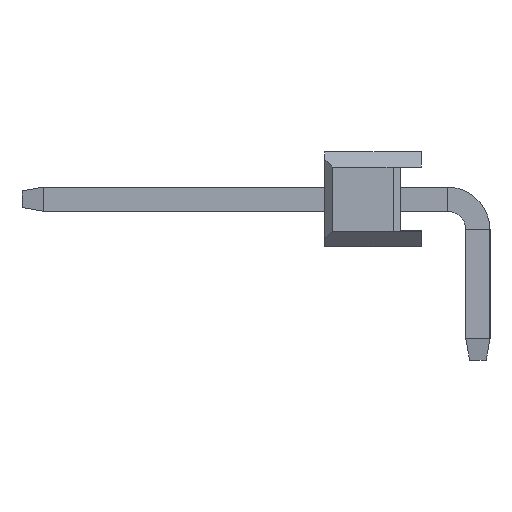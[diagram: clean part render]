
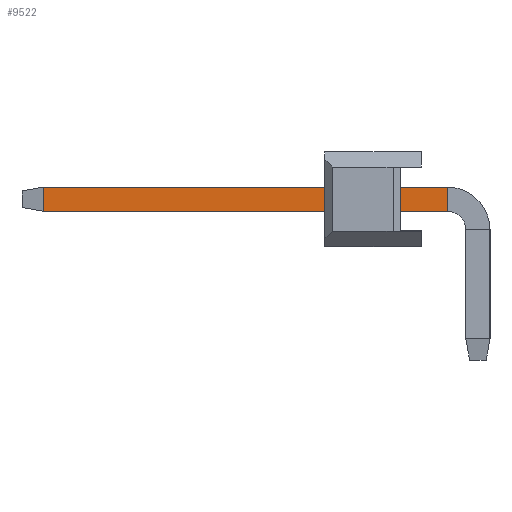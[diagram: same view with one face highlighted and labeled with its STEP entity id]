
A CAD part, left-side view. The second image highlights one B-rep face of the part: STEP entity #9522.
In plain terms, the highlighted planar face has unit normal (-1, 0, 0).
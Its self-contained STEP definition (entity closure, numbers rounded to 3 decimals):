
#1606 = EDGE_CURVE ( 'NONE', #18310, #3692, #18261, .T. ) ;
#2215 = VERTEX_POINT ( 'NONE', #8469 ) ;
#2355 = ORIENTED_EDGE ( 'NONE', *, *, #2648, .T. ) ;
#2648 = EDGE_CURVE ( 'NONE', #3692, #2215, #11442, .T. ) ;
#3027 = CARTESIAN_POINT ( 'NONE',  ( -35.88, -0.7, -0.32 ) ) ;
#3170 = LINE ( 'NONE', #9425, #18006 ) ;
#3589 = VECTOR ( 'NONE', #10483, 1000. ) ;
#3633 = DIRECTION ( 'NONE',  ( 0., 0., 1. ) ) ;
#3692 = VERTEX_POINT ( 'NONE', #3027 ) ;
#4216 = CARTESIAN_POINT ( 'NONE',  ( -35.88, 10.54, -0.32 ) ) ;
#5478 = CARTESIAN_POINT ( 'NONE',  ( -35.88, 10.54, 0.32 ) ) ;
#6075 = LINE ( 'NONE', #12350, #9269 ) ;
#6999 = ORIENTED_EDGE ( 'NONE', *, *, #1606, .T. ) ;
#8469 = CARTESIAN_POINT ( 'NONE',  ( -35.88, -0.7, 0.32 ) ) ;
#8857 = VERTEX_POINT ( 'NONE', #15476 ) ;
#9050 = ORIENTED_EDGE ( 'NONE', *, *, #11999, .T. ) ;
#9269 = VECTOR ( 'NONE', #18561, 1000. ) ;
#9425 = CARTESIAN_POINT ( 'NONE',  ( -35.88, 10.54, 0.32 ) ) ;
#9522 = ADVANCED_FACE ( 'NONE', ( #13311 ), #19487, .F. ) ;
#10483 = DIRECTION ( 'NONE',  ( 0., -1., 0. ) ) ;
#10886 = AXIS2_PLACEMENT_3D ( 'NONE', #5478, #11748, #17981 ) ;
#11111 = VECTOR ( 'NONE', #3633, 1000. ) ;
#11442 = LINE ( 'NONE', #17687, #11111 ) ;
#11748 = DIRECTION ( 'NONE',  ( 1., 0., 0. ) ) ;
#11999 = EDGE_CURVE ( 'NONE', #8857, #18310, #6075, .T. ) ;
#12350 = CARTESIAN_POINT ( 'NONE',  ( -35.88, 9.973, -0.32 ) ) ;
#13311 = FACE_OUTER_BOUND ( 'NONE', #18211, .T. ) ;
#13621 = CARTESIAN_POINT ( 'NONE',  ( -35.88, 9.973, -0.32 ) ) ;
#15476 = CARTESIAN_POINT ( 'NONE',  ( -35.88, 9.973, 0.32 ) ) ;
#15660 = ORIENTED_EDGE ( 'NONE', *, *, #17688, .F. ) ;
#15697 = DIRECTION ( 'NONE',  ( 0., -1., 0. ) ) ;
#17687 = CARTESIAN_POINT ( 'NONE',  ( -35.88, -0.7, 0.32 ) ) ;
#17688 = EDGE_CURVE ( 'NONE', #8857, #2215, #3170, .T. ) ;
#17981 = DIRECTION ( 'NONE',  ( 0., 0., -1. ) ) ;
#18006 = VECTOR ( 'NONE', #15697, 1000. ) ;
#18211 = EDGE_LOOP ( 'NONE', ( #15660, #9050, #6999, #2355 ) ) ;
#18261 = LINE ( 'NONE', #4216, #3589 ) ;
#18310 = VERTEX_POINT ( 'NONE', #13621 ) ;
#18561 = DIRECTION ( 'NONE',  ( 0., 0., -1. ) ) ;
#19487 = PLANE ( 'NONE',  #10886 ) ;
